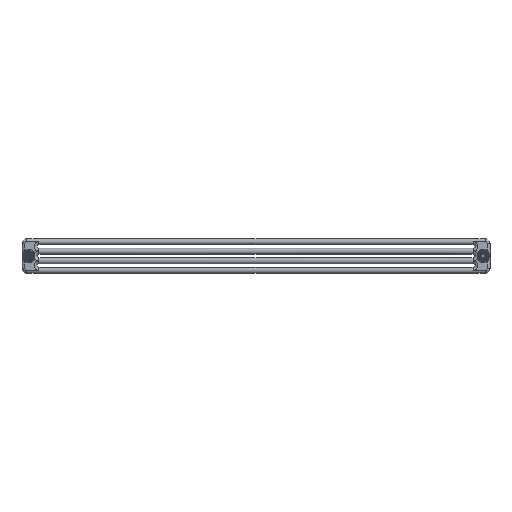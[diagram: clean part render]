
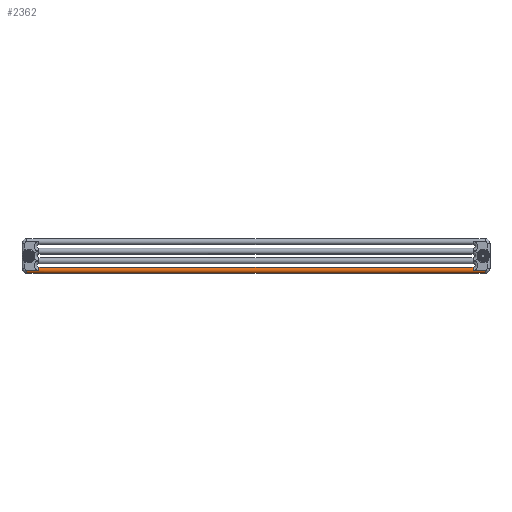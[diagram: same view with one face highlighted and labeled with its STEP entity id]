
A CAD part, left-side view. The second image highlights one B-rep face of the part: STEP entity #2362.
In plain terms, the highlighted cylindrical face has radius 12.5 mm (diameter 25 mm), a partial arc.
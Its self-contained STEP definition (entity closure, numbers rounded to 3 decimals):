
#560=DIRECTION('',(0.,1.,0.));
#561=VECTOR('',#560,51.85);
#562=CARTESIAN_POINT('',(12.5,-30.125,-0.033));
#563=LINE('',#562,#561);
#596=CARTESIAN_POINT('',(12.5,-30.125,-0.033));
#597=CARTESIAN_POINT('',(13.809,-30.125,-0.033));
#598=CARTESIAN_POINT('',(16.427,-30.125,
-0.4));
#599=CARTESIAN_POINT('',(19.969,-30.125,-2.222));
#600=CARTESIAN_POINT('',(22.781,-30.125,-5.036));
#601=CARTESIAN_POINT('',(24.583,-30.125,-8.55));
#602=CARTESIAN_POINT('',(25.005,-30.125,-11.241));
#603=CARTESIAN_POINT('',(25.,-30.125,-12.6));
#610=DIRECTION('',(0.,-1.,0.));
#611=VECTOR('',#610,1833.1);
#612=CARTESIAN_POINT('',(0.,-41.725,-12.575));
#613=LINE('',#612,#611);
#624=DIRECTION('',(0.,-1.,0.));
#625=VECTOR('',#624,1833.1);
#626=CARTESIAN_POINT('',(25.,-41.725,-12.575));
#627=LINE('',#626,#625);
#628=DIRECTION('',(0.,-1.,0.001));
#629=VECTOR('',#628,11.6);
#630=CARTESIAN_POINT('',(25.,-1874.825,-12.575));
#631=LINE('',#630,#629);
#632=CARTESIAN_POINT('',(12.5,-1886.425,-12.5));
#633=DIRECTION('',(0.,1.,0.));
#634=DIRECTION('',(0.,0.,1.));
#635=AXIS2_PLACEMENT_3D('',#632,#633,#634);
#637=CARTESIAN_POINT('',(12.5,-1938.275,-12.5));
#638=DIRECTION('',(0.,1.,0.));
#639=DIRECTION('',(-1.,0.,-0.008));
#640=AXIS2_PLACEMENT_3D('',#637,#638,#639);
#642=DIRECTION('',(0.,-1.,0.));
#643=VECTOR('',#642,63.45);
#644=CARTESIAN_POINT('',(0.,-1874.825,-12.575));
#645=LINE('',#644,#643);
#646=DIRECTION('',(0.,-1.,0.));
#647=VECTOR('',#646,63.45);
#648=CARTESIAN_POINT('',(0.,21.725,-12.6));
#649=LINE('',#648,#647);
#650=DIRECTION('',(0.,1.,-0.002));
#651=VECTOR('',#650,11.6);
#652=CARTESIAN_POINT('',(25.,-41.725,-12.575));
#653=LINE('',#652,#651);
#1128=DIRECTION('',(0.,1.,0.));
#1129=VECTOR('',#1128,51.85);
#1130=CARTESIAN_POINT('',(12.5,-1938.275,0.));
#1131=LINE('',#1130,#1129);
#1306=CARTESIAN_POINT('',(0.,-1938.275,
-12.567));
#1381=CARTESIAN_POINT('',(0.,21.725,
-12.6));
#1382=CARTESIAN_POINT('',(-0.005,21.725,
-11.241));
#1383=CARTESIAN_POINT('',(0.417,21.725,
-8.55));
#1384=CARTESIAN_POINT('',(2.219,21.725,-5.036));
#1385=CARTESIAN_POINT('',(5.031,21.725,-2.222));
#1386=CARTESIAN_POINT('',(8.573,21.725,
-0.4));
#1387=CARTESIAN_POINT('',(11.191,21.725,
-0.033));
#1388=CARTESIAN_POINT('',(12.5,21.725,
-0.033));
#1500=CARTESIAN_POINT('',(12.5,-30.125,-0.033));
#1501=CARTESIAN_POINT('',(12.5,21.725,
-0.033));
#1502=VERTEX_POINT('',#1500);
#1503=VERTEX_POINT('',#1501);
#1525=VERTEX_POINT('',#1381);
#1534=VERTEX_POINT('',#603);
#1582=CARTESIAN_POINT('',(12.5,-1938.275,0.));
#1583=CARTESIAN_POINT('',(12.5,-1886.425,0.));
#1584=VERTEX_POINT('',#1582);
#1585=VERTEX_POINT('',#1583);
#1614=VERTEX_POINT('',#1306);
#1622=CARTESIAN_POINT('',(25.,-1886.425,-12.6));
#1623=VERTEX_POINT('',#1622);
#1675=CARTESIAN_POINT('',(25.,-41.725,-12.575));
#1676=VERTEX_POINT('',#1675);
#1677=CARTESIAN_POINT('',(0.,-41.725,-12.575));
#1678=VERTEX_POINT('',#1677);
#1685=CARTESIAN_POINT('',(25.,-1874.825,-12.575));
#1686=VERTEX_POINT('',#1685);
#1687=CARTESIAN_POINT('',(0.,-1874.825,-12.575));
#1688=VERTEX_POINT('',#1687);
#2339=CARTESIAN_POINT('',(12.5,-4012.737,-12.5));
#2340=DIRECTION('',(0.,1.,0.));
#2341=DIRECTION('',(-1.,0.,0.));
#2342=AXIS2_PLACEMENT_3D('',#2339,#2340,#2341);
#2343=CYLINDRICAL_SURFACE('',#2342,12.5);
#2344=ORIENTED_EDGE('',*,*,#2326,.T.);
#2345=ORIENTED_EDGE('',*,*,#2324,.T.);
#2347=ORIENTED_EDGE('',*,*,#2346,.F.);
#2349=ORIENTED_EDGE('',*,*,#2348,.F.);
#2351=ORIENTED_EDGE('',*,*,#2350,.F.);
#2352=ORIENTED_EDGE('',*,*,#2316,.F.);
#2353=ORIENTED_EDGE('',*,*,#2314,.F.);
#2354=ORIENTED_EDGE('',*,*,#2334,.F.);
#2356=ORIENTED_EDGE('',*,*,#2355,.T.);
#2357=ORIENTED_EDGE('',*,*,#2266,.F.);
#2358=ORIENTED_EDGE('',*,*,#2298,.T.);
#2359=ORIENTED_EDGE('',*,*,#2328,.F.);
#2360=EDGE_LOOP('',(#2344,#2345,#2347,#2349,#2351,#2352,#2353,#2354,#2356,#2357,
#2358,#2359));
#2361=FACE_OUTER_BOUND('',#2360,.F.);
#604=B_SPLINE_CURVE_WITH_KNOTS('',3,(#596,#597,#598,#599,#600,#601,#602,#603),
.UNSPECIFIED.,.F.,.F.,(4,1,1,1,1,4),(0.,0.2,0.4,0.6,0.8,1.),
.UNSPECIFIED.);
#636=CIRCLE('',#635,12.5);
#641=CIRCLE('',#640,12.5);
#1389=B_SPLINE_CURVE_WITH_KNOTS('',3,(#1381,#1382,#1383,#1384,#1385,#1386,#1387,
#1388),.UNSPECIFIED.,.F.,.F.,(4,1,1,1,1,4),(0.,0.2,0.4,0.6,0.8,1.),
.UNSPECIFIED.);
#2266=EDGE_CURVE('',#1502,#1503,#563,.T.);
#2298=EDGE_CURVE('',#1502,#1534,#604,.T.);
#2314=EDGE_CURVE('',#1678,#1688,#613,.T.);
#2316=EDGE_CURVE('',#1688,#1614,#645,.T.);
#2324=EDGE_CURVE('',#1686,#1623,#631,.T.);
#2326=EDGE_CURVE('',#1676,#1686,#627,.T.);
#2328=EDGE_CURVE('',#1676,#1534,#653,.T.);
#2334=EDGE_CURVE('',#1525,#1678,#649,.T.);
#2346=EDGE_CURVE('',#1585,#1623,#636,.T.);
#2348=EDGE_CURVE('',#1584,#1585,#1131,.T.);
#2350=EDGE_CURVE('',#1614,#1584,#641,.T.);
#2355=EDGE_CURVE('',#1525,#1503,#1389,.T.);
#2362=ADVANCED_FACE('',(#2361),#2343,.T.);
